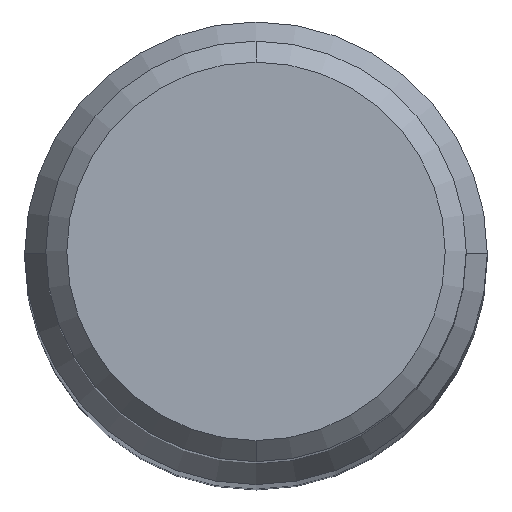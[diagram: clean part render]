
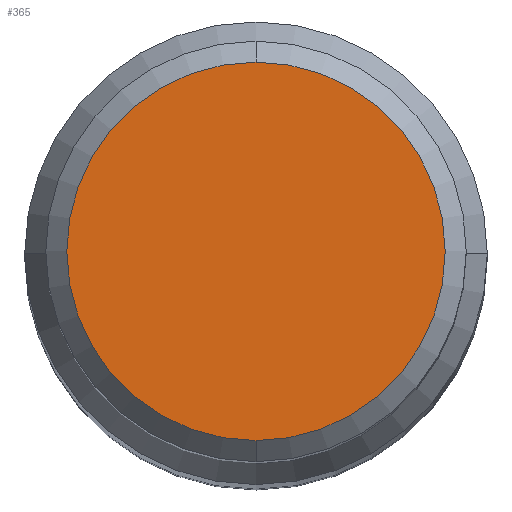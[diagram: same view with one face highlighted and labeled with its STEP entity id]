
A CAD part, top view. The second image highlights one B-rep face of the part: STEP entity #365.
In plain terms, the highlighted planar face has unit normal (0, 0, 1).
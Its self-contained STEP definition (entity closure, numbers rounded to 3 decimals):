
#261=VERTEX_POINT('',#629);
#311=EDGE_CURVE('',#509,#261,#685,.T.);
#365=ADVANCED_FACE('',(#742),#743,.T.);
#509=VERTEX_POINT('',#905);
#537=EDGE_CURVE('',#261,#509,#935,.T.);
#629=CARTESIAN_POINT('',(0.0,9.0,0.0));
#685=CIRCLE('',#1194,9.0);
#742=FACE_OUTER_BOUND('',#1351,.T.);
#743=PLANE('',#1352);
#905=CARTESIAN_POINT('',(0.,-9.0,0.0));
#935=CIRCLE('',#1816,9.0);
#1194=AXIS2_PLACEMENT_3D('',#1983,#1984,#1985);
#1351=EDGE_LOOP('',(#2043,#2044));
#1352=AXIS2_PLACEMENT_3D('',#2045,#2046,#2047);
#1816=AXIS2_PLACEMENT_3D('',#2254,#2255,#2256);
#1983=CARTESIAN_POINT('',(0.0,0.0,0.0));
#1984=DIRECTION('',(0.0,0.0,-1.0));
#1985=DIRECTION('',(0.0,1.0,0.0));
#2043=ORIENTED_EDGE('',*,*,#537,.F.);
#2044=ORIENTED_EDGE('',*,*,#311,.F.);
#2045=CARTESIAN_POINT('',(0.0,4.5,0.0));
#2046=DIRECTION('',(-0.0,0.0,1.0));
#2047=DIRECTION('',(0.0,-1.0,0.0));
#2254=CARTESIAN_POINT('',(0.0,0.0,0.0));
#2255=DIRECTION('',(0.0,0.0,-1.0));
#2256=DIRECTION('',(0.0,1.0,0.0));
